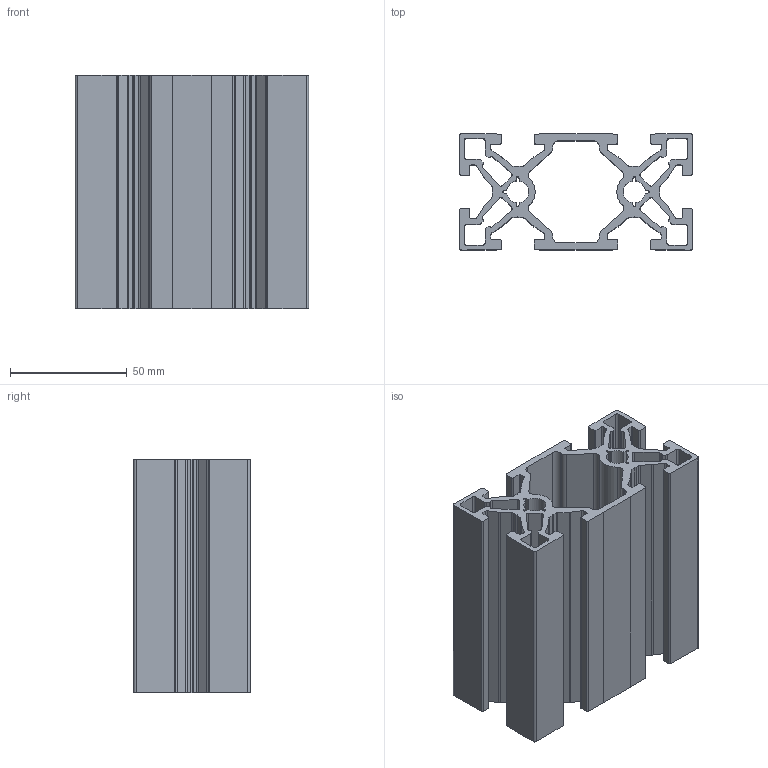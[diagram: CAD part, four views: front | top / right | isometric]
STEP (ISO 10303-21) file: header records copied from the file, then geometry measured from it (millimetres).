
FILE_DESCRIPTION(/* description */ (''),/* implementation_level */ '2;1');
FILE_NAME(/* name */ 'PAS 50100.stp',/* time_stamp */ '2016-10-17T13:01:46+01:00',/* author */ ('kevin'),/* organization */ (''),/* preprocessor_version */ 'ST-DEVELOPER v15.2',/* originating_system */ 'Autodesk Inventor 2014',/* authorisation */ '');
FILE_SCHEMA (('AUTOMOTIVE_DESIGN { 1 0 10303 214 3 1 1 }'));
Length unit declared in the file: millimetre
Products named in the file (1): PAS 50100
Bounding box: 100 x 50 x 100 mm (x, y, z)
Volume: 150866 mm3; surface area: 103025.9 mm2
Topology: 1 solids, 1 shells, 328 faces, 978 edges, 652 vertices
Faces by surface type: plane 170, cylinder 158
Entity records: 11150 total; most frequent: CARTESIAN_POINT 1959, ORIENTED_EDGE 1956, DIRECTION 1952, EDGE_CURVE 978, LINE 662, VECTOR 662, VERTEX_POINT 652, AXIS2_PLACEMENT_3D 645
